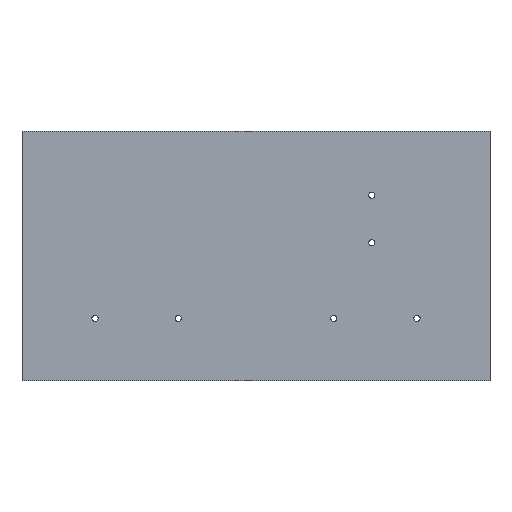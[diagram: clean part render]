
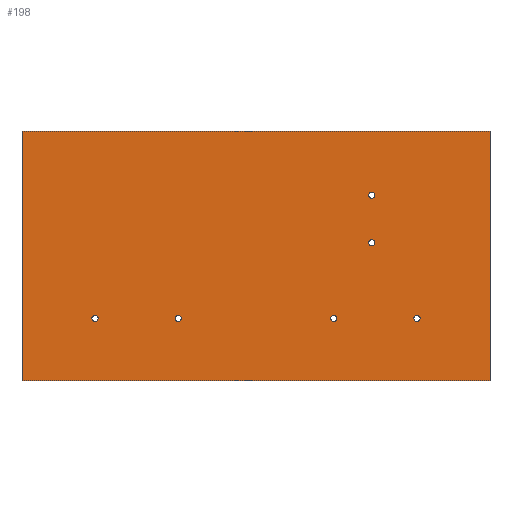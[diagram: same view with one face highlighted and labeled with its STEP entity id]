
A CAD part, front view. The second image highlights one B-rep face of the part: STEP entity #198.
In plain terms, the highlighted planar face has unit normal (0, -1, 0).
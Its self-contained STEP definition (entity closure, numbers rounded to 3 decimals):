
#1 = EDGE_CURVE ( 'NONE', #242, #650, #597, .T. ) ;
#3 = EDGE_CURVE ( 'NONE', #185, #295, #263, .T. ) ;
#8 = DIRECTION ( 'NONE',  ( 0., 1., 0. ) ) ;
#11 = DIRECTION ( 'NONE',  ( 0., 0., 1. ) ) ;
#16 = LINE ( 'NONE', #290, #412 ) ;
#19 = CARTESIAN_POINT ( 'NONE',  ( -124.54, 0., -100. ) ) ;
#20 = VERTEX_POINT ( 'NONE', #522 ) ;
#34 = EDGE_LOOP ( 'NONE', ( #99, #40 ) ) ;
#36 = CARTESIAN_POINT ( 'NONE',  ( 257.94, 0., -95. ) ) ;
#40 = ORIENTED_EDGE ( 'NONE', *, *, #54, .T. ) ;
#48 = CARTESIAN_POINT ( 'NONE',  ( -124.54, 0., -95. ) ) ;
#49 = LINE ( 'NONE', #464, #478 ) ;
#52 = ORIENTED_EDGE ( 'NONE', *, *, #505, .F. ) ;
#54 = EDGE_CURVE ( 'NONE', #459, #417, #558, .T. ) ;
#56 = FACE_BOUND ( 'NONE', #209, .T. ) ;
#57 = ORIENTED_EDGE ( 'NONE', *, *, #600, .T. ) ;
#59 = ORIENTED_EDGE ( 'NONE', *, *, #422, .F. ) ;
#66 = CARTESIAN_POINT ( 'NONE',  ( 375., 0., -200. ) ) ;
#68 = VERTEX_POINT ( 'NONE', #477 ) ;
#85 = CARTESIAN_POINT ( 'NONE',  ( 185.586, 0., 92.3 ) ) ;
#89 = LINE ( 'NONE', #66, #554 ) ;
#91 = ORIENTED_EDGE ( 'NONE', *, *, #144, .T. ) ;
#93 = CARTESIAN_POINT ( 'NONE',  ( -257.94, 0., -95. ) ) ;
#94 = AXIS2_PLACEMENT_3D ( 'NONE', #526, #373, #440 ) ;
#95 = DIRECTION ( 'NONE',  ( 0., 1., 0. ) ) ;
#98 = EDGE_CURVE ( 'NONE', #417, #459, #138, .T. ) ;
#99 = ORIENTED_EDGE ( 'NONE', *, *, #98, .T. ) ;
#108 = CARTESIAN_POINT ( 'NONE',  ( 185.586, 0., 21.1 ) ) ;
#113 = EDGE_LOOP ( 'NONE', ( #57, #606 ) ) ;
#119 = AXIS2_PLACEMENT_3D ( 'NONE', #574, #317, #320 ) ;
#120 = ORIENTED_EDGE ( 'NONE', *, *, #664, .T. ) ;
#124 = VERTEX_POINT ( 'NONE', #325 ) ;
#136 = CARTESIAN_POINT ( 'NONE',  ( -124.54, 0., -105. ) ) ;
#138 = CIRCLE ( 'NONE', #155, 5. ) ;
#143 = CARTESIAN_POINT ( 'NONE',  ( 375., 0., -200. ) ) ;
#144 = EDGE_CURVE ( 'NONE', #650, #242, #333, .T. ) ;
#153 = FACE_BOUND ( 'NONE', #34, .T. ) ;
#155 = AXIS2_PLACEMENT_3D ( 'NONE', #179, #8, #537 ) ;
#165 = AXIS2_PLACEMENT_3D ( 'NONE', #553, #95, #343 ) ;
#170 = DIRECTION ( 'NONE',  ( 0., 0., 1. ) ) ;
#179 = CARTESIAN_POINT ( 'NONE',  ( -257.94, 0., -100. ) ) ;
#185 = VERTEX_POINT ( 'NONE', #387 ) ;
#189 = DIRECTION ( 'NONE',  ( 0., 0., 1. ) ) ;
#192 = ORIENTED_EDGE ( 'NONE', *, *, #284, .F. ) ;
#193 = EDGE_LOOP ( 'NONE', ( #535, #120 ) ) ;
#198 = ADVANCED_FACE ( 'NONE', ( #662, #427, #357, #153, #610, #56, #388 ), #557, .F. ) ;
#209 = EDGE_LOOP ( 'NONE', ( #360, #390 ) ) ;
#210 = AXIS2_PLACEMENT_3D ( 'NONE', #275, #485, #170 ) ;
#219 = CARTESIAN_POINT ( 'NONE',  ( 124.54, 0., -100. ) ) ;
#232 = CARTESIAN_POINT ( 'NONE',  ( 185.586, 0., 102.3 ) ) ;
#236 = VERTEX_POINT ( 'NONE', #85 ) ;
#239 = CIRCLE ( 'NONE', #210, 5. ) ;
#241 = EDGE_CURVE ( 'NONE', #337, #681, #301, .T. ) ;
#242 = VERTEX_POINT ( 'NONE', #413 ) ;
#243 = AXIS2_PLACEMENT_3D ( 'NONE', #19, #265, #582 ) ;
#254 = DIRECTION ( 'NONE',  ( 0., 1., 0. ) ) ;
#260 = EDGE_CURVE ( 'NONE', #491, #124, #16, .T. ) ;
#263 = CIRCLE ( 'NONE', #119, 5. ) ;
#265 = DIRECTION ( 'NONE',  ( 0., 1., 0. ) ) ;
#273 = EDGE_CURVE ( 'NONE', #20, #452, #380, .T. ) ;
#275 = CARTESIAN_POINT ( 'NONE',  ( 185.586, 0., 21.1 ) ) ;
#276 = VECTOR ( 'NONE', #298, 1000. ) ;
#280 = CARTESIAN_POINT ( 'NONE',  ( 124.54, 0., -105. ) ) ;
#281 = DIRECTION ( 'NONE',  ( 0., 1., 0. ) ) ;
#284 = EDGE_CURVE ( 'NONE', #68, #491, #395, .T. ) ;
#286 = AXIS2_PLACEMENT_3D ( 'NONE', #350, #614, #514 ) ;
#290 = CARTESIAN_POINT ( 'NONE',  ( -375., 0., 200. ) ) ;
#291 = EDGE_CURVE ( 'NONE', #607, #236, #366, .T. ) ;
#295 = VERTEX_POINT ( 'NONE', #36 ) ;
#297 = CARTESIAN_POINT ( 'NONE',  ( -375., 0., -200. ) ) ;
#298 = DIRECTION ( 'NONE',  ( 0., 0., 1. ) ) ;
#301 = CIRCLE ( 'NONE', #94, 5. ) ;
#303 = DIRECTION ( 'NONE',  ( 0., 0., 1. ) ) ;
#305 = ORIENTED_EDGE ( 'NONE', *, *, #1, .T. ) ;
#308 = CARTESIAN_POINT ( 'NONE',  ( 185.586, 0., 26.1 ) ) ;
#317 = DIRECTION ( 'NONE',  ( 0., 1., 0. ) ) ;
#320 = DIRECTION ( 'NONE',  ( 0., 0., 1. ) ) ;
#325 = CARTESIAN_POINT ( 'NONE',  ( 375., 0., 200. ) ) ;
#331 = DIRECTION ( 'NONE',  ( 0., 1., 0. ) ) ;
#332 = CIRCLE ( 'NONE', #603, 5. ) ;
#333 = CIRCLE ( 'NONE', #508, 5. ) ;
#337 = VERTEX_POINT ( 'NONE', #48 ) ;
#342 = EDGE_LOOP ( 'NONE', ( #52, #361, #192, #59 ) ) ;
#343 = DIRECTION ( 'NONE',  ( 0., 0., 1. ) ) ;
#350 = CARTESIAN_POINT ( 'NONE',  ( 185.586, 0., 97.3 ) ) ;
#357 = FACE_BOUND ( 'NONE', #193, .T. ) ;
#360 = ORIENTED_EDGE ( 'NONE', *, *, #291, .T. ) ;
#361 = ORIENTED_EDGE ( 'NONE', *, *, #260, .F. ) ;
#366 = CIRCLE ( 'NONE', #286, 5. ) ;
#369 = CARTESIAN_POINT ( 'NONE',  ( -375., 0., 200. ) ) ;
#373 = DIRECTION ( 'NONE',  ( 0., 1., 0. ) ) ;
#378 = CARTESIAN_POINT ( 'NONE',  ( 185.586, 0., 97.3 ) ) ;
#380 = CIRCLE ( 'NONE', #497, 5. ) ;
#387 = CARTESIAN_POINT ( 'NONE',  ( 257.94, 0., -105. ) ) ;
#388 = FACE_OUTER_BOUND ( 'NONE', #342, .T. ) ;
#390 = ORIENTED_EDGE ( 'NONE', *, *, #594, .T. ) ;
#395 = LINE ( 'NONE', #297, #276 ) ;
#402 = ORIENTED_EDGE ( 'NONE', *, *, #273, .T. ) ;
#412 = VECTOR ( 'NONE', #601, 1000. ) ;
#413 = CARTESIAN_POINT ( 'NONE',  ( 124.54, 0., -95. ) ) ;
#415 = VERTEX_POINT ( 'NONE', #143 ) ;
#417 = VERTEX_POINT ( 'NONE', #93 ) ;
#422 = EDGE_CURVE ( 'NONE', #415, #68, #49, .T. ) ;
#427 = FACE_BOUND ( 'NONE', #635, .T. ) ;
#433 = DIRECTION ( 'NONE',  ( 0., 0., 1. ) ) ;
#440 = DIRECTION ( 'NONE',  ( 0., 0., 1. ) ) ;
#452 = VERTEX_POINT ( 'NONE', #308 ) ;
#457 = AXIS2_PLACEMENT_3D ( 'NONE', #569, #621, #303 ) ;
#459 = VERTEX_POINT ( 'NONE', #636 ) ;
#462 = CIRCLE ( 'NONE', #562, 5. ) ;
#464 = CARTESIAN_POINT ( 'NONE',  ( -375., 0., -200. ) ) ;
#470 = ORIENTED_EDGE ( 'NONE', *, *, #655, .T. ) ;
#477 = CARTESIAN_POINT ( 'NONE',  ( -375., 0., -200. ) ) ;
#478 = VECTOR ( 'NONE', #630, 1000. ) ;
#485 = DIRECTION ( 'NONE',  ( 0., 1., 0. ) ) ;
#491 = VERTEX_POINT ( 'NONE', #369 ) ;
#497 = AXIS2_PLACEMENT_3D ( 'NONE', #108, #254, #506 ) ;
#505 = EDGE_CURVE ( 'NONE', #124, #415, #89, .T. ) ;
#506 = DIRECTION ( 'NONE',  ( 0., 0., 1. ) ) ;
#508 = AXIS2_PLACEMENT_3D ( 'NONE', #219, #281, #189 ) ;
#514 = DIRECTION ( 'NONE',  ( 0., 0., 1. ) ) ;
#519 = EDGE_LOOP ( 'NONE', ( #470, #402 ) ) ;
#522 = CARTESIAN_POINT ( 'NONE',  ( 185.586, 0., 16.1 ) ) ;
#525 = DIRECTION ( 'NONE',  ( 0., 0., -1. ) ) ;
#526 = CARTESIAN_POINT ( 'NONE',  ( -124.54, 0., -100. ) ) ;
#535 = ORIENTED_EDGE ( 'NONE', *, *, #241, .T. ) ;
#537 = DIRECTION ( 'NONE',  ( 0., 0., 1. ) ) ;
#539 = DIRECTION ( 'NONE',  ( 0., 1., 0. ) ) ;
#553 = CARTESIAN_POINT ( 'NONE',  ( 0., 0., 0. ) ) ;
#554 = VECTOR ( 'NONE', #525, 1000. ) ;
#557 = PLANE ( 'NONE',  #165 ) ;
#558 = CIRCLE ( 'NONE', #581, 5. ) ;
#562 = AXIS2_PLACEMENT_3D ( 'NONE', #378, #331, #433 ) ;
#569 = CARTESIAN_POINT ( 'NONE',  ( 124.54, 0., -100. ) ) ;
#574 = CARTESIAN_POINT ( 'NONE',  ( 257.94, 0., -100. ) ) ;
#576 = CIRCLE ( 'NONE', #243, 5. ) ;
#581 = AXIS2_PLACEMENT_3D ( 'NONE', #645, #583, #11 ) ;
#582 = DIRECTION ( 'NONE',  ( 0., 0., 1. ) ) ;
#583 = DIRECTION ( 'NONE',  ( 0., 1., 0. ) ) ;
#594 = EDGE_CURVE ( 'NONE', #236, #607, #462, .T. ) ;
#597 = CIRCLE ( 'NONE', #457, 5. ) ;
#600 = EDGE_CURVE ( 'NONE', #295, #185, #332, .T. ) ;
#601 = DIRECTION ( 'NONE',  ( 1., 0., 0. ) ) ;
#603 = AXIS2_PLACEMENT_3D ( 'NONE', #648, #539, #644 ) ;
#606 = ORIENTED_EDGE ( 'NONE', *, *, #3, .T. ) ;
#607 = VERTEX_POINT ( 'NONE', #232 ) ;
#610 = FACE_BOUND ( 'NONE', #519, .T. ) ;
#614 = DIRECTION ( 'NONE',  ( 0., 1., 0. ) ) ;
#621 = DIRECTION ( 'NONE',  ( 0., 1., 0. ) ) ;
#630 = DIRECTION ( 'NONE',  ( -1., 0., 0. ) ) ;
#635 = EDGE_LOOP ( 'NONE', ( #305, #91 ) ) ;
#636 = CARTESIAN_POINT ( 'NONE',  ( -257.94, 0., -105. ) ) ;
#644 = DIRECTION ( 'NONE',  ( 0., 0., 1. ) ) ;
#645 = CARTESIAN_POINT ( 'NONE',  ( -257.94, 0., -100. ) ) ;
#648 = CARTESIAN_POINT ( 'NONE',  ( 257.94, 0., -100. ) ) ;
#650 = VERTEX_POINT ( 'NONE', #280 ) ;
#655 = EDGE_CURVE ( 'NONE', #452, #20, #239, .T. ) ;
#662 = FACE_BOUND ( 'NONE', #113, .T. ) ;
#664 = EDGE_CURVE ( 'NONE', #681, #337, #576, .T. ) ;
#681 = VERTEX_POINT ( 'NONE', #136 ) ;
